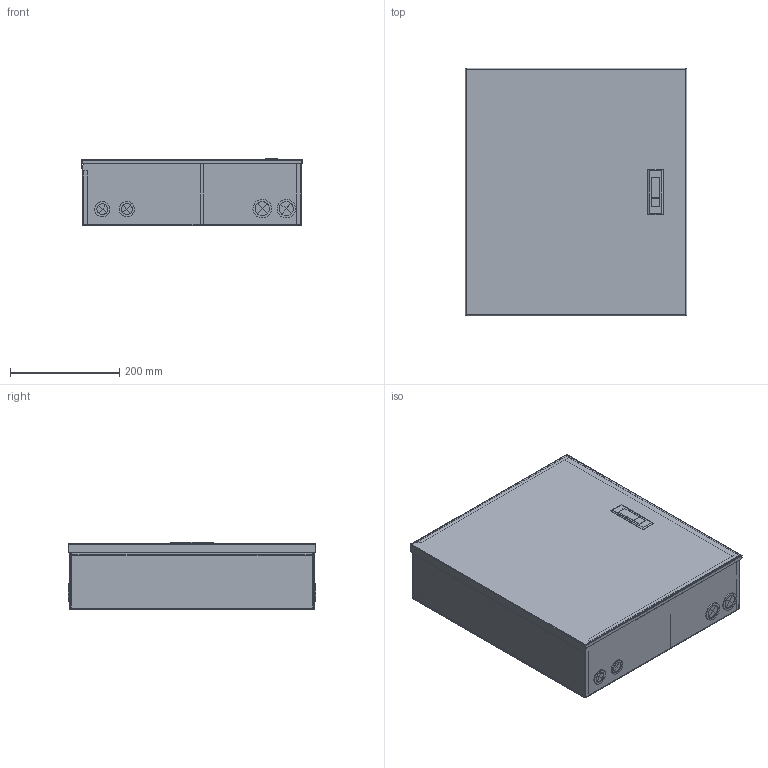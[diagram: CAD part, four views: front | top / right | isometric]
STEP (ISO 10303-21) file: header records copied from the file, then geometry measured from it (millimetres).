
FILE_DESCRIPTION (( 'STEP AP214' ), '1' );
FILE_NAME ('LCWB-48_3D.step', '2024-08-29T18:21:00', ( '' ), ( '' ), 'SwSTEP 2.0', 'SolidWorks 2022', '' );
FILE_SCHEMA (( 'AUTOMOTIVE_DESIGN' ));
Length unit declared in the file: inch
Products named in the file (9): FE-WM48SC_MA8; LCWB-48_3D; FE-WM24SC_MA5_34mm GROMMET; FE-WM48SC_MA1_BASE; FE-WM48SC_MA4_HALF SPOOL, FIBER, 1.76" TALL; FE-WM24SC_MA3_LID; FE-WM24SC_MA6_28mm GROMMET; FE-WM24SC_MA7; FE-WM24SC_MA2_CABLE CLAMPING SUBASSY
Assembly tree (24 placements, depth 2):
  LCWB-48_3D
    FE-WM48SC_MA1_BASE
    FE-WM24SC_MA3_LID
    FE-WM24SC_MA2_CABLE CLAMPING SUBASSY  x2
    FE-WM48SC_MA4_HALF SPOOL, FIBER, 1.76" TALL  x4
    FE-WM24SC_MA5_34mm GROMMET  x4
    FE-WM24SC_MA6_28mm GROMMET  x4
    FE-WM24SC_MA7  x7
    FE-WM48SC_MA8
Bounding box: 406.4 x 454 x 123.21 mm (x, y, z)
Volume: 1643980.9 mm3; surface area: 1782456.6 mm2
Topology: 48 solids, 48 shells, 3947 faces, 10766 edges, 6970 vertices
Faces by surface type: plane 2818, cylinder 904, bspline 213, torus 12
Entity records: 46274 total; most frequent: CARTESIAN_POINT 15190, ORIENTED_EDGE 6268, DIRECTION 5881, EDGE_CURVE 3134, VECTOR 2257, LINE 2257, VERTEX_POINT 1930, AXIS2_PLACEMENT_3D 1812
